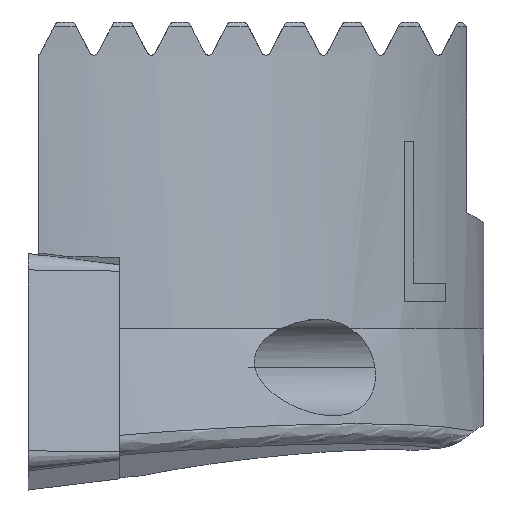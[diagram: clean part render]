
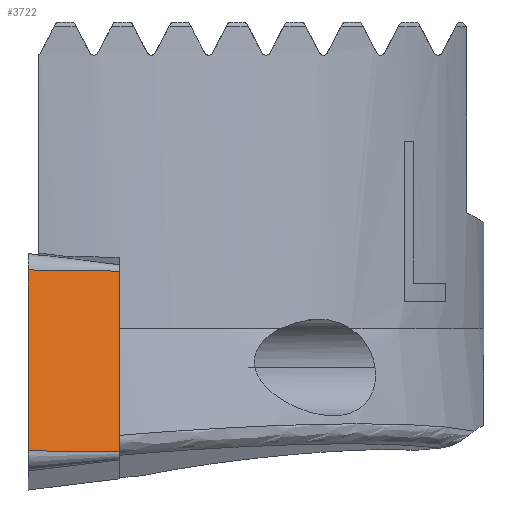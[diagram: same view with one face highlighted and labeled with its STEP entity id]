
A CAD part, left-side view. The second image highlights one B-rep face of the part: STEP entity #3722.
In plain terms, the highlighted planar face has unit normal (-0.987, -0.122, 0.104).
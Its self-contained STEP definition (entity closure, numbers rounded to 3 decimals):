
#1590=VERTEX_POINT('NONE',#4314);
#1728=VERTEX_POINT('NONE',#4462);
#2094=EDGE_CURVE('NONE',#1728,#2308,#4869,.T.);
#2308=VERTEX_POINT('NONE',#5101);
#2406=EDGE_CURVE('NONE',#1728,#3074,#5208,.T.);
#2530=EDGE_CURVE('NONE',#1590,#2308,#5346,.T.);
#3074=VERTEX_POINT('NONE',#5934);
#3722=ADVANCED_FACE('NONE',(#6640),#6641,.T.);
#3868=EDGE_CURVE('NONE',#3074,#1590,#6804,.T.);
#4314=CARTESIAN_POINT('',(0.004,0.,1.712));
#4462=CARTESIAN_POINT('',(1.318,-3.97,9.543));
#4869=LINE('',#9332,#9333);
#5101=CARTESIAN_POINT('',(0.833,0.,9.594));
#5208=LINE('',#9943,#9944);
#5346=LINE('',#10127,#10128);
#5934=CARTESIAN_POINT('',(0.489,-3.97,1.661));
#6640=FACE_OUTER_BOUND('',#12625,.T.);
#6641=PLANE('',#12626);
#6804=LINE('',#12887,#12888);
#9332=CARTESIAN_POINT('',(0.833,0.,9.594));
#9333=VECTOR('',#14177,1000.0);
#9943=CARTESIAN_POINT('',(0.489,-3.97,1.661));
#9944=VECTOR('',#14562,1000.0);
#10127=CARTESIAN_POINT('',(0.004,0.,1.712));
#10128=VECTOR('',#14735,1000.0);
#12625=EDGE_LOOP('',(#16089,#16090,#16091,#16092));
#12626=AXIS2_PLACEMENT_3D('',#16093,#16094,#16095);
#12887=CARTESIAN_POINT('',(0.004,0.,1.712));
#12888=VECTOR('',#16327,1000.0);
#14177=DIRECTION('',(-0.121,0.993,0.013));
#14562=DIRECTION('',(-0.105,0.,-0.995));
#14735=DIRECTION('',(0.105,0.,0.995));
#16089=ORIENTED_EDGE('',*,*,#2406,.F.);
#16090=ORIENTED_EDGE('',*,*,#2094,.T.);
#16091=ORIENTED_EDGE('',*,*,#2530,.F.);
#16092=ORIENTED_EDGE('',*,*,#3868,.F.);
#16093=CARTESIAN_POINT('',(0.004,0.,1.712));
#16094=DIRECTION('',(-0.987,-0.122,0.104));
#16095=DIRECTION('',(-0.121,0.993,0.013));
#16327=DIRECTION('',(-0.121,0.993,0.013));
